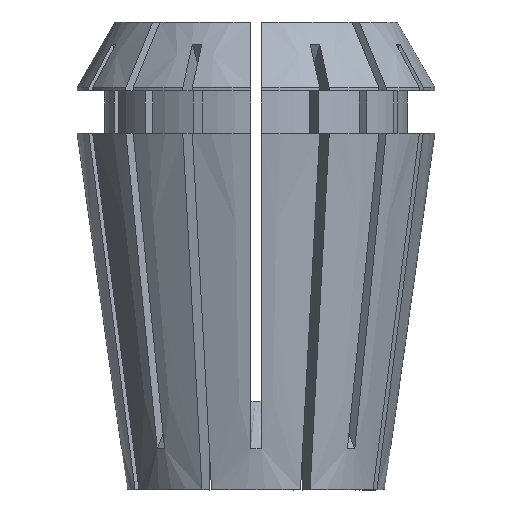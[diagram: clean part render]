
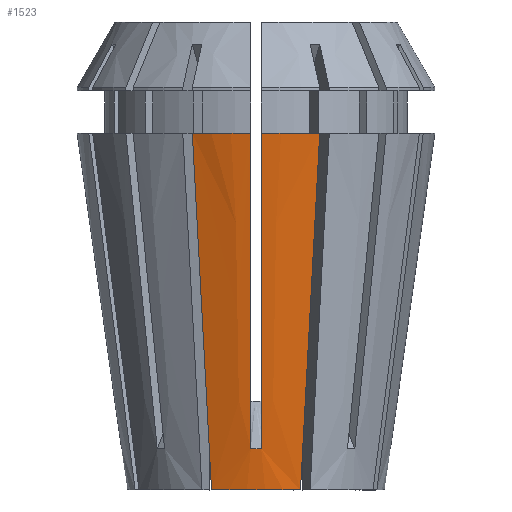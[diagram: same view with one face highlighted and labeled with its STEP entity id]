
A CAD part, left-side view. The second image highlights one B-rep face of the part: STEP entity #1523.
In plain terms, the highlighted conical face has half-angle 8 degrees and reference radius 9.36 mm.
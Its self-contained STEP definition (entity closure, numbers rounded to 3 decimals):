
#2 = DIRECTION ( 'NONE',  ( 0., 0., -1. ) ) ;
#37 = CARTESIAN_POINT ( 'NONE',  ( 0., 0., 25.9 ) ) ;
#91 = CARTESIAN_POINT ( 'NONE',  ( -12.457, 0.375, 22.075 ) ) ;
#104 = CARTESIAN_POINT ( 'NONE',  ( 0., 0., 0. ) ) ;
#142 = ORIENTED_EDGE ( 'NONE', *, *, #4415, .F. ) ;
#195 = CARTESIAN_POINT ( 'NONE',  ( -9.776, -0.375, 3.01 ) ) ;
#201 = AXIS2_PLACEMENT_3D ( 'NONE', #104, #4614, #896 ) ;
#392 = CARTESIAN_POINT ( 'NONE',  ( -8.784, -3.233, 0. ) ) ;
#451 = ORIENTED_EDGE ( 'NONE', *, *, #851, .T. ) ;
#487 = CARTESIAN_POINT ( 'NONE',  ( -12.188, 0.375, 20.162 ) ) ;
#622 = VERTEX_POINT ( 'NONE', #4682 ) ;
#657 = DIRECTION ( 'NONE',  ( -1., 0., 0. ) ) ;
#678 = ORIENTED_EDGE ( 'NONE', *, *, #4245, .F. ) ;
#708 = CARTESIAN_POINT ( 'NONE',  ( -12.995, -0.375, 25.9 ) ) ;
#721 = CIRCLE ( 'NONE', #4262, 13. ) ;
#851 = EDGE_CURVE ( 'NONE', #1834, #1574, #3294, .T. ) ;
#896 = DIRECTION ( 'NONE',  ( 1., 0., 0. ) ) ;
#963 = CARTESIAN_POINT ( 'NONE',  ( -9.213, 3.41, 3.298 ) ) ;
#969 = CARTESIAN_POINT ( 'NONE',  ( -11.39, 0.375, 14.483 ) ) ;
#977 = CARTESIAN_POINT ( 'NONE',  ( -9.07, 3.351, 2.199 ) ) ;
#1035 = CARTESIAN_POINT ( 'NONE',  ( -9.792, 0.375, 3.125 ) ) ;
#1094 = VERTEX_POINT ( 'NONE', #4542 ) ;
#1251 = CONICAL_SURFACE ( 'NONE', #201, 9.36, 0.14 ) ;
#1277 = CARTESIAN_POINT ( 'NONE',  ( -9.213, -3.41, 3.298 ) ) ;
#1427 = CARTESIAN_POINT ( 'NONE',  ( -10.591, 0.375, 8.804 ) ) ;
#1443 = VERTEX_POINT ( 'NONE', #392 ) ;
#1463 = CARTESIAN_POINT ( 'NONE',  ( -9.792, -0.375, 3.125 ) ) ;
#1476 = EDGE_CURVE ( 'NONE', #5105, #1574, #3770, .T. ) ;
#1523 = ADVANCED_FACE ( 'NONE', ( #4811 ), #1251, .T. ) ;
#1535 = CARTESIAN_POINT ( 'NONE',  ( -12.995, 0.375, 25.9 ) ) ;
#1574 = VERTEX_POINT ( 'NONE', #195 ) ;
#1623 = CARTESIAN_POINT ( 'NONE',  ( -10.192, -3.816, 10.832 ) ) ;
#1694 = CARTESIAN_POINT ( 'NONE',  ( -9.776, -0.375, 3.01 ) ) ;
#1718 = CARTESIAN_POINT ( 'NONE',  ( -8.784, 3.233, 0. ) ) ;
#1806 = CARTESIAN_POINT ( 'NONE',  ( -10.192, 3.816, 10.832 ) ) ;
#1834 = VERTEX_POINT ( 'NONE', #708 ) ;
#1848 = B_SPLINE_CURVE_WITH_KNOTS ( 'NONE', 3,
 ( #2636, #3043, #1806, #963, #977, #3077, #2666 ),
 .UNSPECIFIED., .F., .F.,
 ( 4, 3, 4 ),
 ( 0., 0.023, 0.026 ),
 .UNSPECIFIED. ) ;
#1885 = CARTESIAN_POINT ( 'NONE',  ( -9.787, -0.375, 3.087 ) ) ;
#1888 = ORIENTED_EDGE ( 'NONE', *, *, #4054, .T. ) ;
#1921 = CARTESIAN_POINT ( 'NONE',  ( -12.726, -0.375, 23.987 ) ) ;
#1940 = CARTESIAN_POINT ( 'NONE',  ( -10.591, -0.375, 8.804 ) ) ;
#1976 = ORIENTED_EDGE ( 'NONE', *, *, #3854, .F. ) ;
#2169 = CARTESIAN_POINT ( 'NONE',  ( -12.726, 0.375, 23.987 ) ) ;
#2517 = CARTESIAN_POINT ( 'NONE',  ( -12.149, -4.626, 25.9 ) ) ;
#2574 = CARTESIAN_POINT ( 'NONE',  ( -12.995, 0.375, 25.9 ) ) ;
#2591 = DIRECTION ( 'NONE',  ( -1., 0., 0. ) ) ;
#2615 = AXIS2_PLACEMENT_3D ( 'NONE', #37, #2, #4081 ) ;
#2636 = CARTESIAN_POINT ( 'NONE',  ( -12.149, 4.626, 25.9 ) ) ;
#2666 = CARTESIAN_POINT ( 'NONE',  ( -8.784, 3.233, 0. ) ) ;
#2717 = B_SPLINE_CURVE_WITH_KNOTS ( 'NONE', 3,
 ( #2574, #2169, #91, #487, #969, #1427, #1035, #3856, #5097, #3035 ),
 .UNSPECIFIED., .F., .F.,
 ( 4, 3, 3, 4 ),
 ( 0.047, 0.052, 0.07, 0.07 ),
 .UNSPECIFIED. ) ;
#3015 = CIRCLE ( 'NONE', #4910, 9.36 ) ;
#3017 = DIRECTION ( 'NONE',  ( 0., 0., -1. ) ) ;
#3035 = CARTESIAN_POINT ( 'NONE',  ( -9.776, 0.375, 3.01 ) ) ;
#3043 = CARTESIAN_POINT ( 'NONE',  ( -11.171, 4.221, 18.366 ) ) ;
#3051 = CIRCLE ( 'NONE', #2615, 13. ) ;
#3061 = EDGE_CURVE ( 'NONE', #622, #4428, #1848, .T. ) ;
#3077 = CARTESIAN_POINT ( 'NONE',  ( -8.927, 3.292, 1.099 ) ) ;
#3165 = DIRECTION ( 'NONE',  ( 0., 0., -1. ) ) ;
#3294 = B_SPLINE_CURVE_WITH_KNOTS ( 'NONE', 3,
 ( #4396, #1921, #5177, #4013, #3593, #1940, #1463, #1885, #5229, #4820 ),
 .UNSPECIFIED., .F., .F.,
 ( 4, 3, 3, 4 ),
 ( 0.047, 0.052, 0.07, 0.07 ),
 .UNSPECIFIED. ) ;
#3527 = B_SPLINE_CURVE_WITH_KNOTS ( 'NONE', 3,
 ( #2517, #3740, #1623, #1277, #4172, #3760, #4188 ),
 .UNSPECIFIED., .F., .F.,
 ( 4, 3, 4 ),
 ( 0., 0.023, 0.026 ),
 .UNSPECIFIED. ) ;
#3593 = CARTESIAN_POINT ( 'NONE',  ( -11.39, -0.375, 14.483 ) ) ;
#3740 = CARTESIAN_POINT ( 'NONE',  ( -11.171, -4.221, 18.366 ) ) ;
#3760 = CARTESIAN_POINT ( 'NONE',  ( -8.927, -3.292, 1.099 ) ) ;
#3770 = B_SPLINE_CURVE_WITH_KNOTS ( 'NONE', 3,
 ( #4573, #4210, #4594, #1694 ),
 .UNSPECIFIED., .F., .F.,
 ( 4, 4 ),
 ( 0., 0.001 ),
 .UNSPECIFIED. ) ;
#3854 = EDGE_CURVE ( 'NONE', #1443, #4428, #3015, .T. ) ;
#3856 = CARTESIAN_POINT ( 'NONE',  ( -9.787, 0.375, 3.087 ) ) ;
#4013 = CARTESIAN_POINT ( 'NONE',  ( -12.188, -0.375, 20.162 ) ) ;
#4042 = ORIENTED_EDGE ( 'NONE', *, *, #3061, .T. ) ;
#4054 = EDGE_CURVE ( 'NONE', #1094, #1834, #3051, .T. ) ;
#4081 = DIRECTION ( 'NONE',  ( -1., 0., 0. ) ) ;
#4172 = CARTESIAN_POINT ( 'NONE',  ( -9.07, -3.351, 2.199 ) ) ;
#4188 = CARTESIAN_POINT ( 'NONE',  ( -8.784, -3.233, 0. ) ) ;
#4209 = EDGE_CURVE ( 'NONE', #4647, #622, #721, .T. ) ;
#4210 = CARTESIAN_POINT ( 'NONE',  ( -9.784, 0.125, 2.997 ) ) ;
#4245 = EDGE_CURVE ( 'NONE', #4647, #5105, #2717, .T. ) ;
#4262 = AXIS2_PLACEMENT_3D ( 'NONE', #4989, #3017, #2591 ) ;
#4396 = CARTESIAN_POINT ( 'NONE',  ( -12.995, -0.375, 25.9 ) ) ;
#4415 = EDGE_CURVE ( 'NONE', #1094, #1443, #3527, .T. ) ;
#4428 = VERTEX_POINT ( 'NONE', #1718 ) ;
#4431 = EDGE_LOOP ( 'NONE', ( #5321, #4042, #1976, #142, #1888, #451, #5164, #678 ) ) ;
#4542 = CARTESIAN_POINT ( 'NONE',  ( -12.149, -4.626, 25.9 ) ) ;
#4573 = CARTESIAN_POINT ( 'NONE',  ( -9.776, 0.375, 3.01 ) ) ;
#4594 = CARTESIAN_POINT ( 'NONE',  ( -9.784, -0.125, 2.997 ) ) ;
#4614 = DIRECTION ( 'NONE',  ( 0., 0., 1. ) ) ;
#4647 = VERTEX_POINT ( 'NONE', #1535 ) ;
#4682 = CARTESIAN_POINT ( 'NONE',  ( -12.149, 4.626, 25.9 ) ) ;
#4811 = FACE_OUTER_BOUND ( 'NONE', #4431, .T. ) ;
#4820 = CARTESIAN_POINT ( 'NONE',  ( -9.776, -0.375, 3.01 ) ) ;
#4828 = CARTESIAN_POINT ( 'NONE',  ( 0., 0., 0. ) ) ;
#4906 = CARTESIAN_POINT ( 'NONE',  ( -9.776, 0.375, 3.01 ) ) ;
#4910 = AXIS2_PLACEMENT_3D ( 'NONE', #4828, #3165, #657 ) ;
#4989 = CARTESIAN_POINT ( 'NONE',  ( 0., 0., 25.9 ) ) ;
#5097 = CARTESIAN_POINT ( 'NONE',  ( -9.782, 0.375, 3.048 ) ) ;
#5105 = VERTEX_POINT ( 'NONE', #4906 ) ;
#5164 = ORIENTED_EDGE ( 'NONE', *, *, #1476, .F. ) ;
#5177 = CARTESIAN_POINT ( 'NONE',  ( -12.457, -0.375, 22.075 ) ) ;
#5229 = CARTESIAN_POINT ( 'NONE',  ( -9.782, -0.375, 3.048 ) ) ;
#5321 = ORIENTED_EDGE ( 'NONE', *, *, #4209, .T. ) ;
